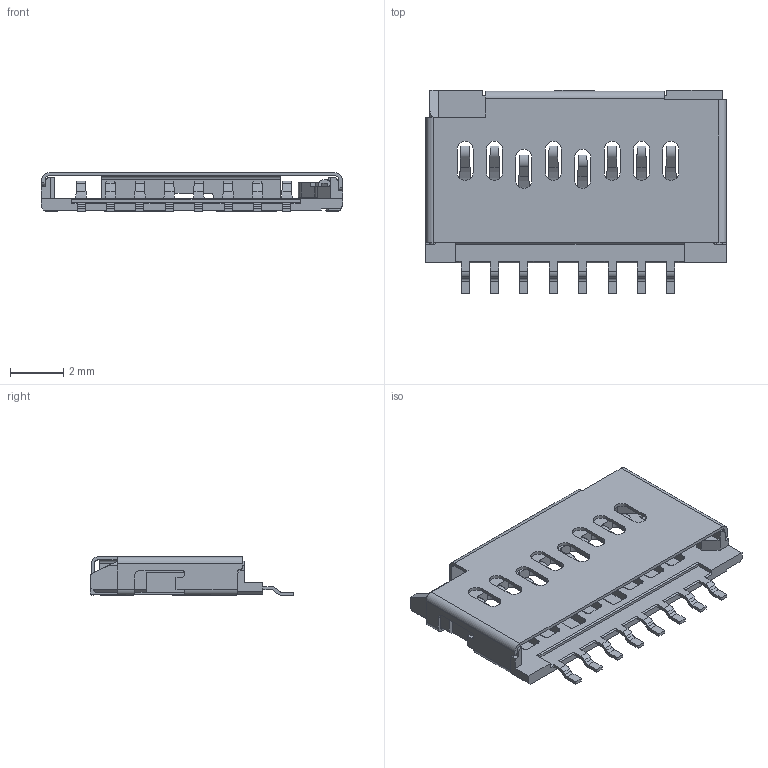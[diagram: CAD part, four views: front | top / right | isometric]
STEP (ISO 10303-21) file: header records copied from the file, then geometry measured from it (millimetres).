
FILE_DESCRIPTION(('FreeCAD Model'),'2;1');
FILE_NAME('COMPOUND_sp.step','2017-10-24T19:41:04', ('kicad StepUp'),('ksu MCAD'),'Open CASCADE STEP processor 6.8', 'FreeCAD','Unknown');
FILE_SCHEMA(('AUTOMOTIVE_DESIGN_CC2 { 1 2 10303 214 -1 1 5 4 }'));
Length unit declared in the file: millimetre
Products named in the file (2): ASSEMBLY; COMPOUND_sp
Assembly tree (1 placements, depth 2):
  ASSEMBLY
    COMPOUND_sp
Bounding box: 11.3 x 7.6 x 1.45 mm (x, y, z)
Volume: 30.4 mm3; surface area: 343.7 mm2
Topology: 1 solids, 1 shells, 553 faces, 1667 edges, 1176 vertices
Faces by surface type: plane 373, cylinder 170, cone 10
Entity records: 18990 total; most frequent: CARTESIAN_POINT 3748, ORIENTED_EDGE 3214, DIRECTION 3016, EDGE_CURVE 1607, LINE 1266, VECTOR 1266, VERTEX_POINT 1056, AXIS2_PLACEMENT_3D 875
